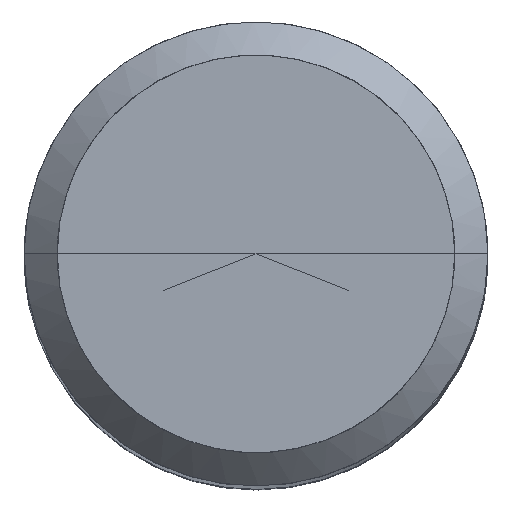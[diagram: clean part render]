
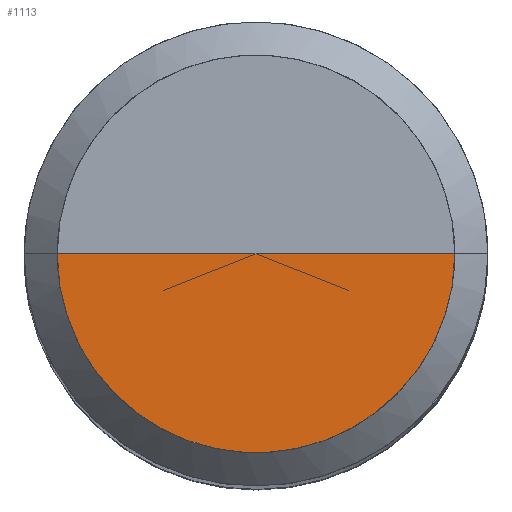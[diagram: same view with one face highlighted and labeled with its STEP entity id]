
A CAD part, top view. The second image highlights one B-rep face of the part: STEP entity #1113.
In plain terms, the highlighted free-form (B-spline) face has degree [1, 2] with [2, 5] control points.
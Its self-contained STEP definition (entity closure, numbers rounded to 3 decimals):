
#800=CARTESIAN_POINT('',(6.0,0.0,54.0));
#804=CARTESIAN_POINT('',(-6.0,0.0,54.0));
#805=CARTESIAN_POINT('',(0.0,0.0,54.0));
#812=CARTESIAN_POINT('',(-6.0,-6.0,54.0));
#813=CARTESIAN_POINT('',(0.0,-6.0,54.0));
#814=CARTESIAN_POINT('',(6.0,-6.0,54.0));
#1098=(
BOUNDED_SURFACE()
B_SPLINE_SURFACE(1,2,(
(#804,#812,#813,#814,#800),
(#805,#805,#805,#805,#805)
), .UNSPECIFIED.,.F.,.F.,.F.)
B_SPLINE_SURFACE_WITH_KNOTS((2,2),(3,2,3),(
0.0,1.0),(
0.0,0.5,1.0), .UNSPECIFIED.)
GEOMETRIC_REPRESENTATION_ITEM()
RATIONAL_B_SPLINE_SURFACE(((1.0,0.707,1.0,0.707,1.0),
(1.0,0.707,1.0,0.707,1.0)
))
REPRESENTATION_ITEM('')
SURFACE()
);
#1099=(
BOUNDED_CURVE()
B_SPLINE_CURVE(2,(#800,#814,#813,#812,#804),.UNSPECIFIED.,.F.,.F.)
B_SPLINE_CURVE_WITH_KNOTS((3,2,3),
(0.0,0.5,1.0),.UNSPECIFIED.)
CURVE()
GEOMETRIC_REPRESENTATION_ITEM()
RATIONAL_B_SPLINE_CURVE((1.0,0.707,1.0,0.707,1.0))
REPRESENTATION_ITEM('')
);
#1100=(
BOUNDED_CURVE()
B_SPLINE_CURVE(1,(#804,#805),.UNSPECIFIED.,.F.,.F.)
B_SPLINE_CURVE_WITH_KNOTS((2,2),
(0.0,1.0),.UNSPECIFIED.)
CURVE()
GEOMETRIC_REPRESENTATION_ITEM()
RATIONAL_B_SPLINE_CURVE((1.0,1.0))
REPRESENTATION_ITEM('')
);
#1101=(
BOUNDED_CURVE()
B_SPLINE_CURVE(1,(#805,#800),.UNSPECIFIED.,.F.,.F.)
B_SPLINE_CURVE_WITH_KNOTS((2,2),
(0.0,1.0),.UNSPECIFIED.)
CURVE()
GEOMETRIC_REPRESENTATION_ITEM()
RATIONAL_B_SPLINE_CURVE((1.0,1.0))
REPRESENTATION_ITEM('')
);
#1102=VERTEX_POINT('',#800);
#1103=VERTEX_POINT('',#804);
#1104=VERTEX_POINT('',#805);
#1105=EDGE_CURVE('',#1102,#1103,#1099,.T.);
#1106=EDGE_CURVE('',#1103,#1104,#1100,.T.);
#1107=EDGE_CURVE('',#1104,#1102,#1101,.T.);
#1108=ORIENTED_EDGE('',*,*,#1105,.T.);
#1109=ORIENTED_EDGE('',*,*,#1106,.T.);
#1110=ORIENTED_EDGE('',*,*,#1107,.T.);
#1111=EDGE_LOOP('',(#1108,#1109,#1110));
#1112=FACE_OUTER_BOUND('',#1111,.T.);
#1113=ADVANCED_FACE('',(#1112),#1098,.T.);
